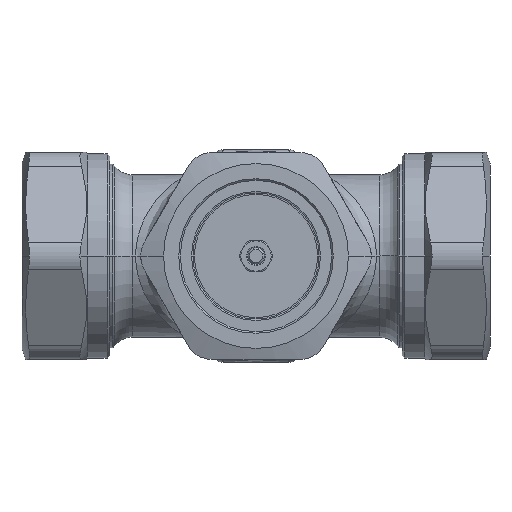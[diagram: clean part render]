
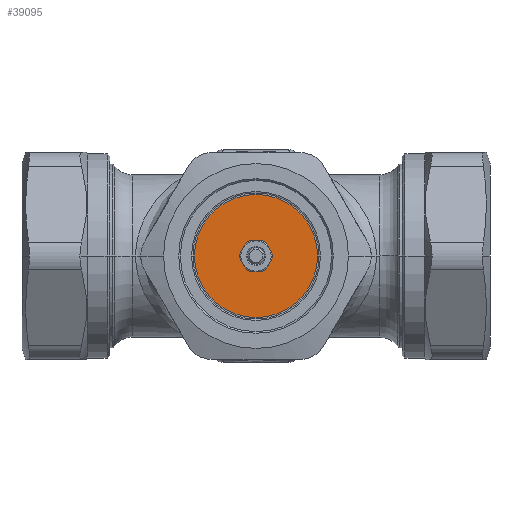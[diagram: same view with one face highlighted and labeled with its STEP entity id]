
A CAD part, front view. The second image highlights one B-rep face of the part: STEP entity #39095.
In plain terms, the highlighted planar face has unit normal (0, -1, 0).
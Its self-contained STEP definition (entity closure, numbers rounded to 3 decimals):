
#15297=CARTESIAN_POINT('',(0.,-17.2,0.));
#15298=DIRECTION('',(0.,-1.,0.));
#15299=DIRECTION('',(1.,0.,0.));
#15300=AXIS2_PLACEMENT_3D('',#15297,#15298,#15299);
#15306=CARTESIAN_POINT('',(0.,-17.2,0.));
#15307=DIRECTION('',(0.,1.,0.));
#15308=DIRECTION('',(1.,0.,0.));
#15309=AXIS2_PLACEMENT_3D('',#15306,#15307,#15308);
#15315=CARTESIAN_POINT('',(0.,-17.2,0.));
#15316=DIRECTION('',(0.,-1.,0.));
#15317=DIRECTION('',(-1.,0.,0.));
#15318=AXIS2_PLACEMENT_3D('',#15315,#15316,#15317);
#15320=CARTESIAN_POINT('',(0.,-17.2,0.));
#15321=DIRECTION('',(0.,-1.,0.));
#15322=DIRECTION('',(1.,0.,0.));
#15323=AXIS2_PLACEMENT_3D('',#15320,#15321,#15322);
#23310=CARTESIAN_POINT('',(11.,-17.2,0.));
#23311=CARTESIAN_POINT('',(-11.,-17.2,0.));
#23312=VERTEX_POINT('',#23310);
#23313=VERTEX_POINT('',#23311);
#23390=CARTESIAN_POINT('',(-2.7,-17.2,0.));
#23391=CARTESIAN_POINT('',(2.7,-17.2,0.));
#23392=VERTEX_POINT('',#23390);
#23393=VERTEX_POINT('',#23391);
#39080=CARTESIAN_POINT('',(0.,-17.2,0.));
#39081=DIRECTION('',(0.,-1.,0.));
#39082=DIRECTION('',(-1.,0.,0.));
#39083=AXIS2_PLACEMENT_3D('',#39080,#39081,#39082);
#39084=PLANE('',#39083);
#39085=ORIENTED_EDGE('',*,*,#39060,.F.);
#39086=ORIENTED_EDGE('',*,*,#39074,.T.);
#39087=EDGE_LOOP('',(#39085,#39086));
#39088=FACE_OUTER_BOUND('',#39087,.F.);
#39090=ORIENTED_EDGE('',*,*,#39089,.T.);
#39092=ORIENTED_EDGE('',*,*,#39091,.T.);
#39093=EDGE_LOOP('',(#39090,#39092));
#39094=FACE_BOUND('',#39093,.F.);
#39095=ADVANCED_FACE('',(#39088,#39094),#39084,.T.);
#15301=CIRCLE('',#15300,11.);
#15310=CIRCLE('',#15309,11.);
#15319=CIRCLE('',#15318,2.7);
#15324=CIRCLE('',#15323,2.7);
#39060=EDGE_CURVE('',#23312,#23313,#15301,.T.);
#39074=EDGE_CURVE('',#23312,#23313,#15310,.T.);
#39089=EDGE_CURVE('',#23392,#23393,#15319,.T.);
#39091=EDGE_CURVE('',#23393,#23392,#15324,.T.);
